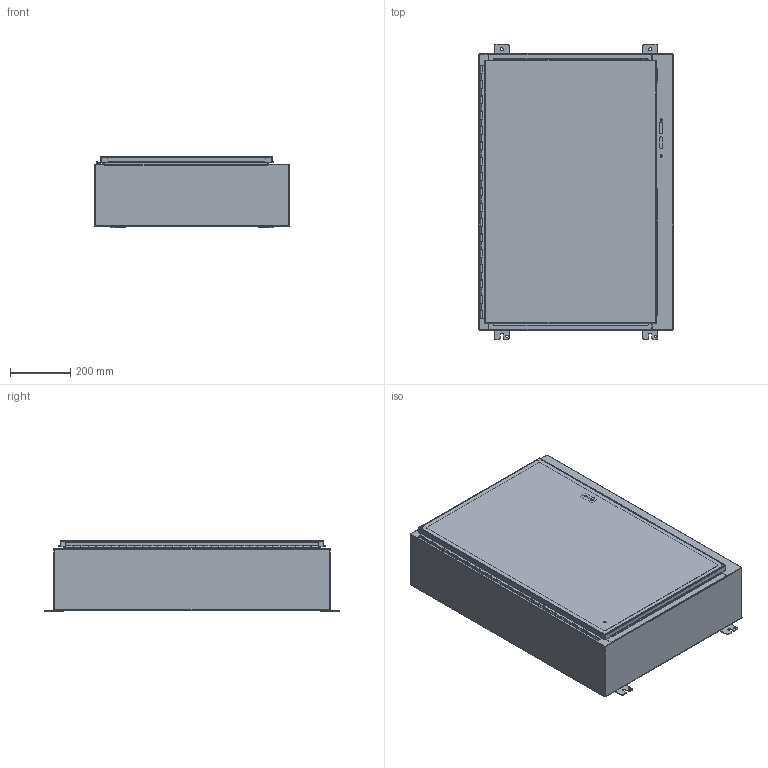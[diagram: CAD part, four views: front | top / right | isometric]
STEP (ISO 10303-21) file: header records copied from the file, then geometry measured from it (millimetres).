
FILE_DESCRIPTION(/* description */ ('SSN4X_A TUB, 316 S.S., (36X25X8)'),/* implementation_level */ '2;1');
FILE_NAME(/* name */ 'SSN4X362508A.stp',/* time_stamp */ '2016-10-13T21:26:26+06:00',/* author */ ('vdas'),/* organization */ (''),/* preprocessor_version */ 'ST-DEVELOPER v16.1',/* originating_system */ 'Autodesk Inventor 2016',/* authorisation */ '');
FILE_SCHEMA (('AUTOMOTIVE_DESIGN { 1 0 10303 214 3 1 1 }'));
Length unit declared in the file: inch
Products named in the file (14): SSN4X362508ABKP; 38859; 34839; 32874-36T; 32874-36L; 32874-36P; 32874-36; SSN4X3625ALID; 38846; HFW3093; HFW3883; 349129; SSN4X3625AFIP; SSN4X362508A
Assembly tree (23 placements, depth 3):
  SSN4X362508A
    SSN4X362508ABKP
    38859  x6
    34839  x4
    32874-36
      32874-36T
      32874-36L
      32874-36P
    SSN4X3625ALID
    38846
    HFW3093
    HFW3883  x2
    349129  x2
    SSN4X3625AFIP
Bounding box: 644.52 x 977.9 x 236.25 mm (x, y, z)
Volume: 4132179.1 mm3; surface area: 4213054.2 mm2
Topology: 22 solids, 22 shells, 878 faces, 2220 edges, 1399 vertices
Faces by surface type: plane 525, cylinder 269, bspline 28, cone 28, torus 28
Full cylindrical faces by diameter (mm): 3.048 x1, 3.962 x2, 4.826 x2, 6.35 x1, 7.137 x2, 7.95 x4, 8.382 x12, 8.56 x3, 11.125 x4, 15.875 x6
Entity records: 24526 total; most frequent: CARTESIAN_POINT 4994, DIRECTION 3873, ORIENTED_EDGE 3868, EDGE_CURVE 1934, LINE 1383, VECTOR 1383, AXIS2_PLACEMENT_3D 1245, VERTEX_POINT 1228
